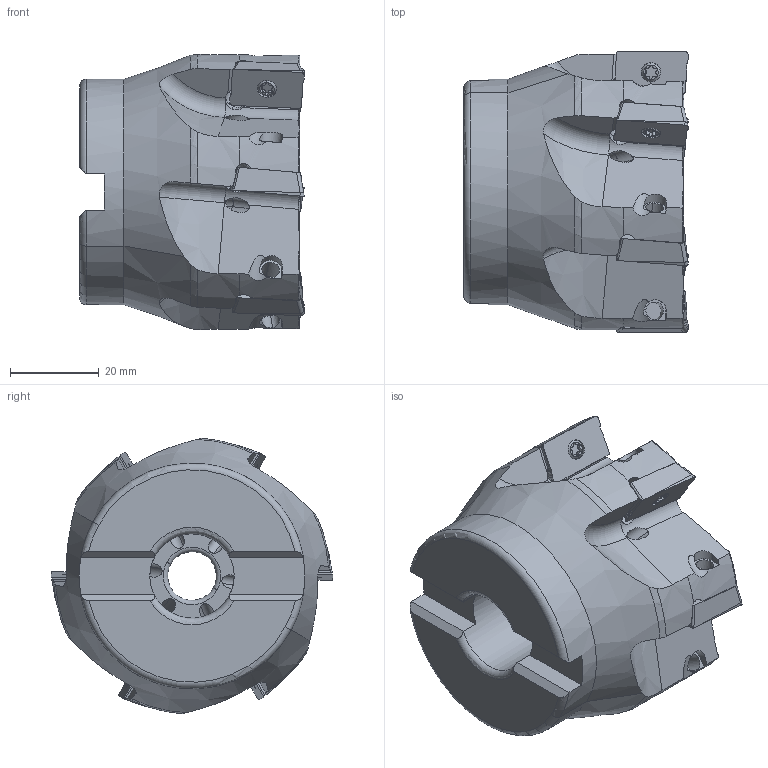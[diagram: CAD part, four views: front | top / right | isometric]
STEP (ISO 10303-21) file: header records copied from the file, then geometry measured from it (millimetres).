
FILE_DESCRIPTION(('CATIA V5 STEP Exchange','CAx-IF Rec.Pracs.--- Model Styling and Organization---1.4--- 2014-01-23'),'2;1');
FILE_NAME('F90-APKT16-D250Z6S075I.stp','2022-12-15T01:17:51+00:00',('none'),('none'),'CATIA Version 5-6 Release 2018 SP6','CATIA V5 STEP AP214','none');
FILE_SCHEMA(('AUTOMOTIVE_DESIGN { 1 0 10303 214 1 1 1 1 }'));
Length unit declared in the file: millimetre
Products named in the file (1): F90-APKT16-D250Z6S075I
Bounding box: 50.73 x 63.53 x 62.19 mm (x, y, z)
Volume: 96606.6 mm3; surface area: 22858.2 mm2
Topology: 13 solids, 13 shells, 662 faces, 1864 edges, 1218 vertices
Faces by surface type: cylinder 268, plane 256, cone 62, torus 52, sphere 24
Entity records: 22798 total; most frequent: CARTESIAN_POINT 7048, ORIENTED_EDGE 3704, DIRECTION 2312, EDGE_CURVE 1852, VERTEX_POINT 1218, AXIS2_PLACEMENT_3D 1036, VECTOR 764, LINE 764
